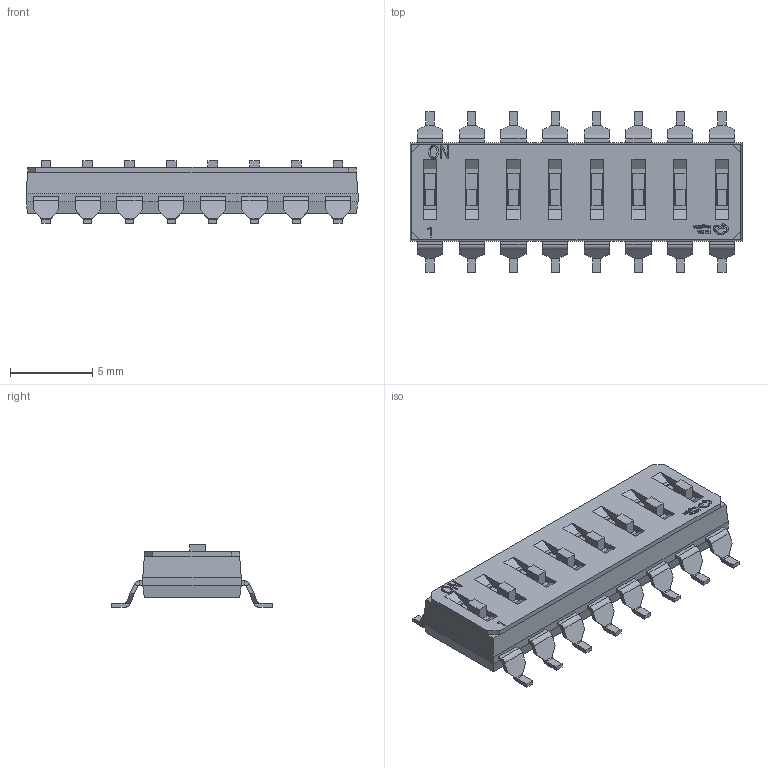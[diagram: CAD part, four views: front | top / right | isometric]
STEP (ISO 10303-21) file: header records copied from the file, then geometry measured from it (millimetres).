
FILE_DESCRIPTION (( 'STEP AP214' ), '1' );
FILE_NAME ('SW-SMD_16P-L20.2-W6.0-H3.8-P2.54-LS9.8.step', '2022-07-26T14:26:27', ( '' ), ( '' ), 'SwSTEP 2.0', 'SolidWorks 2020', '' );
FILE_SCHEMA (( 'AUTOMOTIVE_DESIGN' ));
Length unit declared in the file: millimetre
Products named in the file (1): SW-SMD_16P-L20.2-W6.0-H3.8-P2.54-LS9.8
Bounding box: 20.22 x 9.8 x 3.8 mm (x, y, z)
Volume: 339.1 mm3; surface area: 540.5 mm2
Topology: 18 solids, 18 shells, 815 faces, 2024 edges, 1288 vertices
Faces by surface type: plane 625, bspline 126, cylinder 64
Entity records: 33453 total; most frequent: CARTESIAN_POINT 7134, ORIENTED_EDGE 4048, DIRECTION 3212, EDGE_CURVE 2024, VECTOR 1640, LINE 1640, VERTEX_POINT 1288, EDGE_LOOP 870
